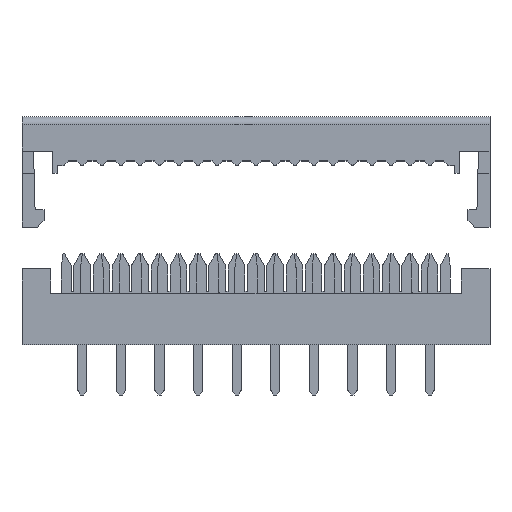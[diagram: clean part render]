
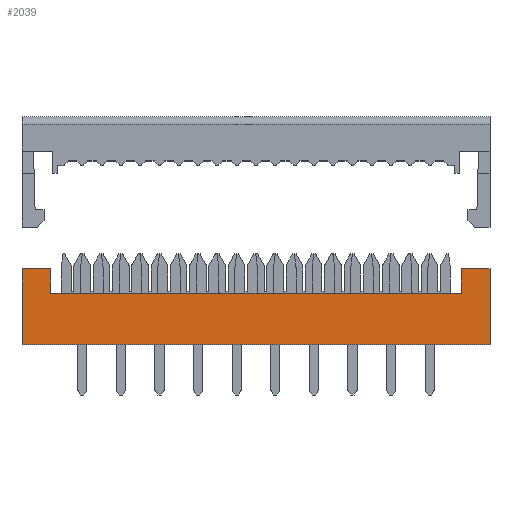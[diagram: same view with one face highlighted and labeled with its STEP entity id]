
A CAD part, top view. The second image highlights one B-rep face of the part: STEP entity #2039.
In plain terms, the highlighted planar face has unit normal (0, 0, 1).
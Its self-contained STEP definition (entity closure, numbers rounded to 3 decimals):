
#2039=ADVANCED_FACE('',(#4234),#4235,.T.);
#4234=FACE_OUTER_BOUND('',#6549,.T.);
#4235=PLANE('',#6550);
#6549=EDGE_LOOP('',(#12942,#12943,#12944,#12945,#12946,#12947,#12948,#12949));
#6550=AXIS2_PLACEMENT_3D('',#12950,#12951,#12952);
#12942=ORIENTED_EDGE('',*,*,#16599,.T.);
#12943=ORIENTED_EDGE('',*,*,#16595,.T.);
#12944=ORIENTED_EDGE('',*,*,#16591,.T.);
#12945=ORIENTED_EDGE('',*,*,#16565,.T.);
#12946=ORIENTED_EDGE('',*,*,#16573,.T.);
#12947=ORIENTED_EDGE('',*,*,#16602,.T.);
#12948=ORIENTED_EDGE('',*,*,#16603,.T.);
#12949=ORIENTED_EDGE('',*,*,#16578,.T.);
#12950=CARTESIAN_POINT('',(0.0,2.5,3.0));
#12951=DIRECTION('',(0.0,0.0,1.0));
#12952=DIRECTION('',(1.0,0.0,0.0));
#16565=EDGE_CURVE('',#20610,#20608,#20611,.T.);
#16573=EDGE_CURVE('',#20608,#20622,#20624,.T.);
#16578=EDGE_CURVE('',#20632,#20630,#20633,.T.);
#16591=EDGE_CURVE('',#20651,#20610,#20652,.T.);
#16595=EDGE_CURVE('',#20657,#20651,#20658,.T.);
#16599=EDGE_CURVE('',#20630,#20657,#20663,.T.);
#16602=EDGE_CURVE('',#20622,#20666,#20667,.T.);
#16603=EDGE_CURVE('',#20666,#20632,#20668,.T.);
#20608=VERTEX_POINT('',#26248);
#20610=VERTEX_POINT('',#26251);
#20611=LINE('',#26252,#26253);
#20622=VERTEX_POINT('',#26269);
#20624=LINE('',#26272,#26273);
#20630=VERTEX_POINT('',#26281);
#20632=VERTEX_POINT('',#26284);
#20633=LINE('',#26285,#26286);
#20651=VERTEX_POINT('',#26313);
#20652=LINE('',#26314,#26315);
#20657=VERTEX_POINT('',#26322);
#20658=LINE('',#26323,#26324);
#20663=LINE('',#26331,#26332);
#20666=VERTEX_POINT('',#26336);
#20667=LINE('',#26337,#26338);
#20668=LINE('',#26339,#26340);
#26248=CARTESIAN_POINT('',(-15.4,5.0,3.0));
#26251=CARTESIAN_POINT('',(-13.5,5.0,3.0));
#26252=CARTESIAN_POINT('',(0.0,5.0,3.0));
#26253=VECTOR('',#29922,1.0);
#26269=CARTESIAN_POINT('',(-15.4,0.0,3.0));
#26272=CARTESIAN_POINT('',(-15.4,2.5,3.0));
#26273=VECTOR('',#29929,1.0);
#26281=CARTESIAN_POINT('',(13.5,5.0,3.0));
#26284=CARTESIAN_POINT('',(15.4,5.0,3.0));
#26285=CARTESIAN_POINT('',(0.0,5.0,3.0));
#26286=VECTOR('',#29933,1.0);
#26313=CARTESIAN_POINT('',(-13.5,3.4,3.0));
#26314=CARTESIAN_POINT('',(-13.5,4.2,3.0));
#26315=VECTOR('',#29943,1.0);
#26322=CARTESIAN_POINT('',(13.5,3.4,3.0));
#26323=CARTESIAN_POINT('',(0.0,3.4,3.0));
#26324=VECTOR('',#29946,1.0);
#26331=CARTESIAN_POINT('',(13.5,4.2,3.0));
#26332=VECTOR('',#29949,1.0);
#26336=CARTESIAN_POINT('',(15.4,0.0,3.0));
#26337=CARTESIAN_POINT('',(0.0,0.0,3.0));
#26338=VECTOR('',#29951,1.0);
#26339=CARTESIAN_POINT('',(15.4,2.5,3.0));
#26340=VECTOR('',#29952,1.0);
#29922=DIRECTION('',(-1.0,0.0,0.0));
#29929=DIRECTION('',(0.0,-1.0,0.0));
#29933=DIRECTION('',(-1.0,0.0,0.0));
#29943=DIRECTION('',(0.0,1.0,0.0));
#29946=DIRECTION('',(-1.0,0.0,0.0));
#29949=DIRECTION('',(0.0,-1.0,0.0));
#29951=DIRECTION('',(1.0,0.0,0.0));
#29952=DIRECTION('',(0.0,1.0,0.0));
